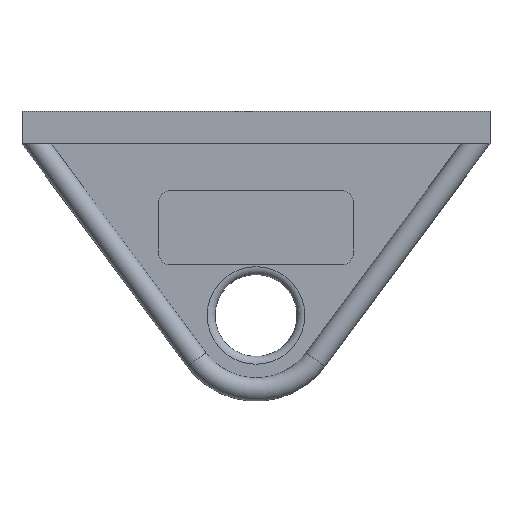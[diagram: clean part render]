
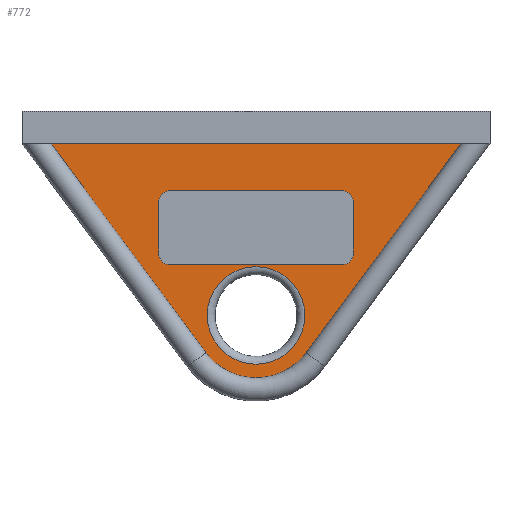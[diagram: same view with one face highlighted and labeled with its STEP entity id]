
A CAD part, top view. The second image highlights one B-rep face of the part: STEP entity #772.
In plain terms, the highlighted planar face has unit normal (0, 0, 1).
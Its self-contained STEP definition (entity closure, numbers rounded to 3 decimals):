
#20=LINE($,#1159,#98);
#23=LINE($,#1168,#101);
#28=LINE($,#1179,#106);
#29=LINE($,#1181,#107);
#30=LINE($,#1184,#108);
#31=LINE($,#1189,#109);
#32=LINE($,#1193,#110);
#33=LINE($,#1197,#111);
#34=LINE($,#1200,#112);
#98=VECTOR($,#918,25.266);
#101=VECTOR($,#925,25.266);
#106=VECTOR($,#934,2.);
#107=VECTOR($,#935,33.315);
#108=VECTOR($,#938,33.315);
#109=VECTOR($,#941,6.5);
#110=VECTOR($,#944,22.);
#111=VECTOR($,#947,6.5);
#112=VECTOR($,#950,22.);
#176=PLANE($,#828);
#220=FACE_BOUND($,#280,.T.);
#221=FACE_BOUND($,#281,.T.);
#229=FACE_OUTER_BOUND($,#279,.T.);
#279=EDGE_LOOP($,(#557,#558,#559,#560,#561,#562));
#280=EDGE_LOOP($,(#563));
#281=EDGE_LOOP($,(#564,#565,#566,#567,#568,#569,#570,#571));
#327=CIRCLE($,#821,6.25);
#329=CIRCLE($,#829,8.);
#330=CIRCLE($,#830,1.5);
#331=CIRCLE($,#831,1.5);
#332=CIRCLE($,#832,1.5);
#333=CIRCLE($,#833,1.5);
#357=VERTEX_POINT($,#1147);
#361=VERTEX_POINT($,#1156);
#362=VERTEX_POINT($,#1158);
#365=VERTEX_POINT($,#1166);
#366=VERTEX_POINT($,#1167);
#371=VERTEX_POINT($,#1180);
#372=VERTEX_POINT($,#1182);
#373=VERTEX_POINT($,#1185);
#374=VERTEX_POINT($,#1186);
#375=VERTEX_POINT($,#1188);
#376=VERTEX_POINT($,#1190);
#377=VERTEX_POINT($,#1192);
#378=VERTEX_POINT($,#1194);
#379=VERTEX_POINT($,#1196);
#380=VERTEX_POINT($,#1198);
#429=EDGE_CURVE($,#357,#357,#327,.T.);
#433=EDGE_CURVE($,#362,#361,#20,.T.);
#437=EDGE_CURVE($,#365,#366,#23,.T.);
#443=EDGE_CURVE($,#361,#365,#28,.T.);
#444=EDGE_CURVE($,#366,#371,#29,.T.);
#445=EDGE_CURVE($,#371,#372,#329,.T.);
#446=EDGE_CURVE($,#372,#362,#30,.T.);
#447=EDGE_CURVE($,#373,#374,#330,.T.);
#448=EDGE_CURVE($,#375,#373,#31,.T.);
#449=EDGE_CURVE($,#376,#375,#331,.T.);
#450=EDGE_CURVE($,#377,#376,#32,.T.);
#451=EDGE_CURVE($,#378,#377,#332,.T.);
#452=EDGE_CURVE($,#379,#378,#33,.T.);
#453=EDGE_CURVE($,#380,#379,#333,.T.);
#454=EDGE_CURVE($,#374,#380,#34,.T.);
#557=ORIENTED_EDGE($,*,*,#433,.T.);
#558=ORIENTED_EDGE($,*,*,#443,.T.);
#559=ORIENTED_EDGE($,*,*,#437,.T.);
#560=ORIENTED_EDGE($,*,*,#444,.T.);
#561=ORIENTED_EDGE($,*,*,#445,.T.);
#562=ORIENTED_EDGE($,*,*,#446,.T.);
#563=ORIENTED_EDGE($,*,*,#429,.T.);
#564=ORIENTED_EDGE($,*,*,#447,.F.);
#565=ORIENTED_EDGE($,*,*,#448,.F.);
#566=ORIENTED_EDGE($,*,*,#449,.F.);
#567=ORIENTED_EDGE($,*,*,#450,.F.);
#568=ORIENTED_EDGE($,*,*,#451,.F.);
#569=ORIENTED_EDGE($,*,*,#452,.F.);
#570=ORIENTED_EDGE($,*,*,#453,.F.);
#571=ORIENTED_EDGE($,*,*,#454,.F.);
#772=ADVANCED_FACE($,(#229,#220,#221),#176,.T.);
#821=AXIS2_PLACEMENT_3D($,#1148,#908,#909);
#828=AXIS2_PLACEMENT_3D($,#1178,#932,#933);
#829=AXIS2_PLACEMENT_3D($,#1183,#936,#937);
#830=AXIS2_PLACEMENT_3D($,#1187,#939,#940);
#831=AXIS2_PLACEMENT_3D($,#1191,#942,#943);
#832=AXIS2_PLACEMENT_3D($,#1195,#945,#946);
#833=AXIS2_PLACEMENT_3D($,#1199,#948,#949);
#908=DIRECTION('center_axis',(0.,0.,-1.));
#909=DIRECTION('ref_axis',(1.,0.,0.));
#918=DIRECTION($,(-1.,0.,0.));
#925=DIRECTION($,(-1.,0.,0.));
#932=DIRECTION('center_axis',(0.,0.,1.));
#933=DIRECTION('ref_axis',(1.,0.,0.));
#934=DIRECTION($,(-1.,0.,0.));
#935=DIRECTION($,(0.595,-0.803,0.));
#936=DIRECTION('center_axis',(0.,0.,1.));
#937=DIRECTION('ref_axis',(1.,0.,0.));
#938=DIRECTION($,(0.595,0.803,0.));
#939=DIRECTION('center_axis',(0.,0.,1.));
#940=DIRECTION('ref_axis',(-1.,0.,0.));
#941=DIRECTION($,(0.,-1.,0.));
#942=DIRECTION('center_axis',(0.,0.,1.));
#943=DIRECTION('ref_axis',(-1.,0.,0.));
#944=DIRECTION($,(-1.,0.,0.));
#945=DIRECTION('center_axis',(0.,0.,1.));
#946=DIRECTION('ref_axis',(-1.,0.,0.));
#947=DIRECTION($,(0.,1.,0.));
#948=DIRECTION('center_axis',(0.,0.,1.));
#949=DIRECTION('ref_axis',(-1.,0.,0.));
#950=DIRECTION($,(1.,0.,0.));
#1147=CARTESIAN_POINT('',(6.25,0.,1.5));
#1148=CARTESIAN_POINT('Origin',(0.,0.,1.5));
#1156=CARTESIAN_POINT('',(1.,22.,1.5));
#1158=CARTESIAN_POINT('',(26.266,22.,1.5));
#1159=CARTESIAN_POINT($,(-30.,22.,1.5));
#1166=CARTESIAN_POINT('',(-1.,22.,1.5));
#1167=CARTESIAN_POINT('',(-26.266,22.,1.5));
#1168=CARTESIAN_POINT($,(-30.,22.,1.5));
#1178=CARTESIAN_POINT('Origin',(0.,0.,1.5));
#1179=CARTESIAN_POINT($,(-30.,22.,1.5));
#1180=CARTESIAN_POINT('',(-6.427,-4.764,1.5));
#1181=CARTESIAN_POINT($,(-6.427,-4.764,1.5));
#1182=CARTESIAN_POINT('',(6.427,-4.764,1.5));
#1183=CARTESIAN_POINT('Origin',(0.,0.,
1.5));
#1184=CARTESIAN_POINT($,(6.427,-4.764,1.5));
#1185=CARTESIAN_POINT('',(-12.5,8.,1.5));
#1186=CARTESIAN_POINT('',(-11.,6.5,1.5));
#1187=CARTESIAN_POINT('Origin',(-11.,8.,1.5));
#1188=CARTESIAN_POINT('',(-12.5,14.5,1.5));
#1189=CARTESIAN_POINT($,(-12.5,14.5,1.5));
#1190=CARTESIAN_POINT('',(-11.,16.,1.5));
#1191=CARTESIAN_POINT('Origin',(-11.,14.5,1.5));
#1192=CARTESIAN_POINT('',(11.,16.,1.5));
#1193=CARTESIAN_POINT($,(-11.,16.,1.5));
#1194=CARTESIAN_POINT('',(12.5,14.5,1.5));
#1195=CARTESIAN_POINT('Origin',(11.,14.5,1.5));
#1196=CARTESIAN_POINT('',(12.5,8.,1.5));
#1197=CARTESIAN_POINT($,(12.5,14.5,1.5));
#1198=CARTESIAN_POINT('',(11.,6.5,1.5));
#1199=CARTESIAN_POINT('Origin',(11.,8.,1.5));
#1200=CARTESIAN_POINT($,(-11.,6.5,1.5));
